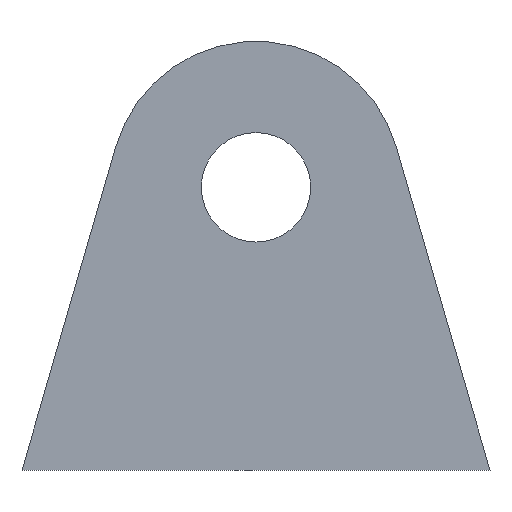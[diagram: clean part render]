
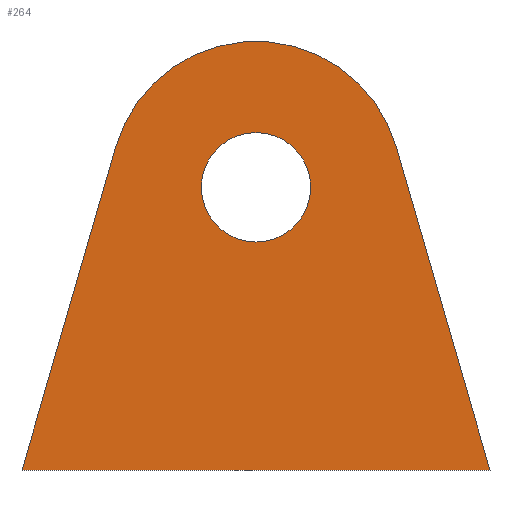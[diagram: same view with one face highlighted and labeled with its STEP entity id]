
A CAD part, top view. The second image highlights one B-rep face of the part: STEP entity #264.
In plain terms, the highlighted planar face has unit normal (0, 0, 1).
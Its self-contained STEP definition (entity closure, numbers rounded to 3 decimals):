
#63=CARTESIAN_POINT('Vertex',(-12.828,15.,1.)) ;
#77=CARTESIAN_POINT('Vertex',(12.828,15.,1.)) ;
#80=CARTESIAN_POINT('Line Origine',(0.,15.,1.)) ;
#108=CARTESIAN_POINT('Vertex',(7.683,32.73,1.)) ;
#111=CARTESIAN_POINT('Line Origine',(10.255,23.865,1.)) ;
#139=CARTESIAN_POINT('Vertex',(-7.683,32.73,1.)) ;
#142=CARTESIAN_POINT('Axis2P3D Location',(0.,30.5,1.)) ;
#164=CARTESIAN_POINT('Line Origine',(-10.255,23.865,1.)) ;
#181=CARTESIAN_POINT('Axis2P3D Location',(0.,30.5,1.)) ;
#185=CARTESIAN_POINT('Vertex',(-3.,30.5,1.)) ;
#187=CARTESIAN_POINT('Vertex',(3.,30.5,1.)) ;
#216=CARTESIAN_POINT('Axis2P3D Location',(0.,30.5,1.)) ;
#249=CARTESIAN_POINT('Axis2P3D Location',(0.,0.,1.)) ;
#81=DIRECTION('Vector Direction',(-1.,0.,0.)) ;
#112=DIRECTION('Vector Direction',(0.279,-0.96,0.)) ;
#143=DIRECTION('Axis2P3D Direction',(0.,0.,1.)) ;
#165=DIRECTION('Vector Direction',(0.279,0.96,0.)) ;
#182=DIRECTION('Axis2P3D Direction',(0.,0.,1.)) ;
#217=DIRECTION('Axis2P3D Direction',(0.,0.,1.)) ;
#250=DIRECTION('Axis2P3D Direction',(0.,0.,1.)) ;
#251=DIRECTION('Axis2P3D XDirection',(1.,0.,0.)) ;
#144=AXIS2_PLACEMENT_3D('Circle Axis2P3D',#142,#143,$) ;
#183=AXIS2_PLACEMENT_3D('Circle Axis2P3D',#181,#182,$) ;
#218=AXIS2_PLACEMENT_3D('Circle Axis2P3D',#216,#217,$) ;
#252=AXIS2_PLACEMENT_3D('Plane Axis2P3D',#249,#250,#251) ;
#255=ORIENTED_EDGE('',*,*,#84,.T.) ;
#256=ORIENTED_EDGE('',*,*,#115,.T.) ;
#257=ORIENTED_EDGE('',*,*,#146,.T.) ;
#258=ORIENTED_EDGE('',*,*,#168,.T.) ;
#261=ORIENTED_EDGE('',*,*,#189,.F.) ;
#262=ORIENTED_EDGE('',*,*,#220,.F.) ;
#263=FACE_BOUND('',#260,.T.) ;
#82=VECTOR('Line Direction',#81,1.) ;
#113=VECTOR('Line Direction',#112,1.) ;
#166=VECTOR('Line Direction',#165,1.) ;
#264=ADVANCED_FACE('\X2\96F64EF651E04F554F53\X0\',(#259,#263),#253,.T.) ;
#145=CIRCLE('generated circle',#144,8.) ;
#184=CIRCLE('generated circle',#183,3.) ;
#219=CIRCLE('generated circle',#218,3.) ;
#84=EDGE_CURVE('',#64,#78,#83,.F.) ;
#115=EDGE_CURVE('',#78,#109,#114,.F.) ;
#146=EDGE_CURVE('',#109,#140,#145,.T.) ;
#168=EDGE_CURVE('',#140,#64,#167,.F.) ;
#189=EDGE_CURVE('',#186,#188,#184,.T.) ;
#220=EDGE_CURVE('',#188,#186,#219,.T.) ;
#254=EDGE_LOOP('',(#255,#256,#257,#258)) ;
#260=EDGE_LOOP('',(#261,#262)) ;
#259=FACE_OUTER_BOUND('',#254,.T.) ;
#83=LINE('Line',#80,#82) ;
#114=LINE('Line',#111,#113) ;
#167=LINE('Line',#164,#166) ;
#253=PLANE('Plane',#252) ;
#64=VERTEX_POINT('',#63) ;
#78=VERTEX_POINT('',#77) ;
#109=VERTEX_POINT('',#108) ;
#140=VERTEX_POINT('',#139) ;
#186=VERTEX_POINT('',#185) ;
#188=VERTEX_POINT('',#187) ;
